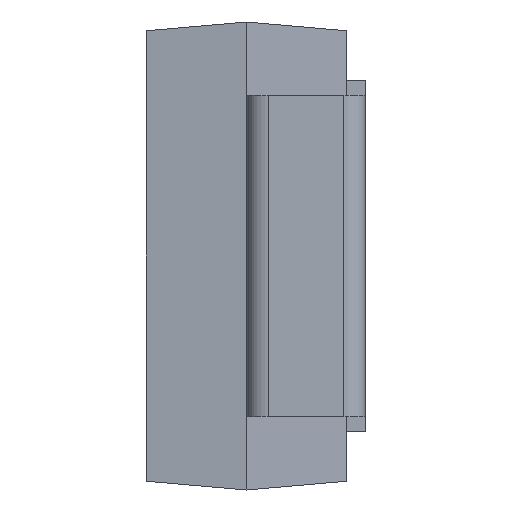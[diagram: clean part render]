
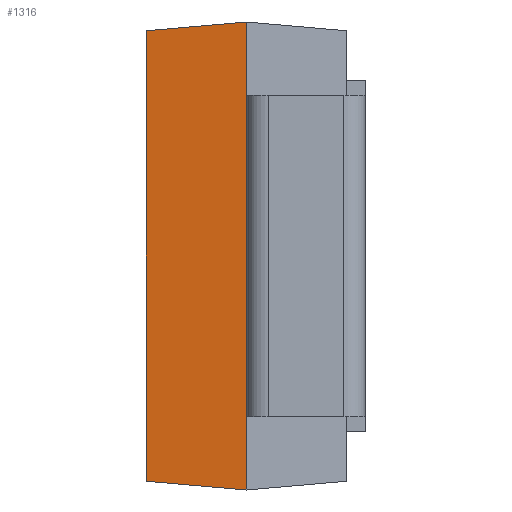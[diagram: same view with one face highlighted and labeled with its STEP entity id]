
A CAD part, left-side view. The second image highlights one B-rep face of the part: STEP entity #1316.
In plain terms, the highlighted planar face has unit normal (-0.996, 0.087, 0).
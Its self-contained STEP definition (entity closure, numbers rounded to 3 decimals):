
#156 = ORIENTED_EDGE ( 'NONE', *, *, #1821, .F. ) ;
#214 = LINE ( 'NONE', #897, #603 ) ;
#215 = CARTESIAN_POINT ( 'NONE',  ( -2.85, 0.815, -1.1 ) ) ;
#216 = EDGE_CURVE ( 'NONE', #1519, #1736, #2162, .T. ) ;
#238 = DIRECTION ( 'NONE',  ( 0., 0., 1. ) ) ;
#247 = CARTESIAN_POINT ( 'NONE',  ( -2.85, 0.815, 1.6 ) ) ;
#303 = ORIENTED_EDGE ( 'NONE', *, *, #216, .T. ) ;
#355 = CARTESIAN_POINT ( 'NONE',  ( -2.79, 1.5, 1.54 ) ) ;
#357 = DIRECTION ( 'NONE',  ( 0., 0., 1. ) ) ;
#408 = CARTESIAN_POINT ( 'NONE',  ( -2.79, 1.5, -1.54 ) ) ;
#529 = CARTESIAN_POINT ( 'NONE',  ( -2.85, 0.815, 1.6 ) ) ;
#558 = VERTEX_POINT ( 'NONE', #355 ) ;
#575 = CARTESIAN_POINT ( 'NONE',  ( -2.807, 1.306, 1.557 ) ) ;
#580 = CARTESIAN_POINT ( 'NONE',  ( -2.826, 1.091, -1.576 ) ) ;
#600 = DIRECTION ( 'NONE',  ( 0., 0., 1. ) ) ;
#603 = VECTOR ( 'NONE', #357, 1000. ) ;
#684 = EDGE_LOOP ( 'NONE', ( #1293, #303, #2142, #156, #1902, #1446 ) ) ;
#729 = VECTOR ( 'NONE', #1277, 1000. ) ;
#734 = DIRECTION ( 'NONE',  ( -0.087, -0.992, -0.087 ) ) ;
#800 = CARTESIAN_POINT ( 'NONE',  ( -2.85, 0.815, -1.1 ) ) ;
#897 = CARTESIAN_POINT ( 'NONE',  ( -2.85, 0.815, 1.6 ) ) ;
#941 = CARTESIAN_POINT ( 'NONE',  ( -2.79, 1.5, 1.6 ) ) ;
#980 = CARTESIAN_POINT ( 'NONE',  ( -2.85, 0.815, -1.6 ) ) ;
#1059 = DIRECTION ( 'NONE',  ( -0.087, -0.996, 0. ) ) ;
#1097 = LINE ( 'NONE', #941, #2192 ) ;
#1161 = VECTOR ( 'NONE', #600, 1000. ) ;
#1231 = DIRECTION ( 'NONE',  ( -0.996, 0.087, 0. ) ) ;
#1277 = DIRECTION ( 'NONE',  ( 0., 0., 1. ) ) ;
#1293 = ORIENTED_EDGE ( 'NONE', *, *, #2235, .T. ) ;
#1316 = ADVANCED_FACE ( 'NONE', ( #2088 ), #1934, .T. ) ;
#1344 = AXIS2_PLACEMENT_3D ( 'NONE', #529, #1231, #1059 ) ;
#1412 = DIRECTION ( 'NONE',  ( -0.087, -0.992, 0.087 ) ) ;
#1446 = ORIENTED_EDGE ( 'NONE', *, *, #2274, .T. ) ;
#1461 = VECTOR ( 'NONE', #734, 1000. ) ;
#1495 = VERTEX_POINT ( 'NONE', #980 ) ;
#1519 = VERTEX_POINT ( 'NONE', #800 ) ;
#1552 = VERTEX_POINT ( 'NONE', #247 ) ;
#1629 = VECTOR ( 'NONE', #1412, 1000. ) ;
#1664 = LINE ( 'NONE', #1795, #1161 ) ;
#1736 = VERTEX_POINT ( 'NONE', #1898 ) ;
#1795 = CARTESIAN_POINT ( 'NONE',  ( -2.85, 0.815, 1.6 ) ) ;
#1798 = EDGE_CURVE ( 'NONE', #1736, #1552, #214, .T. ) ;
#1821 = EDGE_CURVE ( 'NONE', #558, #1552, #2161, .T. ) ;
#1898 = CARTESIAN_POINT ( 'NONE',  ( -2.85, 0.815, 1.1 ) ) ;
#1902 = ORIENTED_EDGE ( 'NONE', *, *, #1928, .F. ) ;
#1904 = VERTEX_POINT ( 'NONE', #408 ) ;
#1928 = EDGE_CURVE ( 'NONE', #1904, #558, #1097, .T. ) ;
#1934 = PLANE ( 'NONE',  #1344 ) ;
#2088 = FACE_OUTER_BOUND ( 'NONE', #684, .T. ) ;
#2142 = ORIENTED_EDGE ( 'NONE', *, *, #1798, .T. ) ;
#2161 = LINE ( 'NONE', #575, #1629 ) ;
#2162 = LINE ( 'NONE', #215, #729 ) ;
#2166 = LINE ( 'NONE', #580, #1461 ) ;
#2192 = VECTOR ( 'NONE', #238, 1000. ) ;
#2235 = EDGE_CURVE ( 'NONE', #1495, #1519, #1664, .T. ) ;
#2274 = EDGE_CURVE ( 'NONE', #1904, #1495, #2166, .T. ) ;
